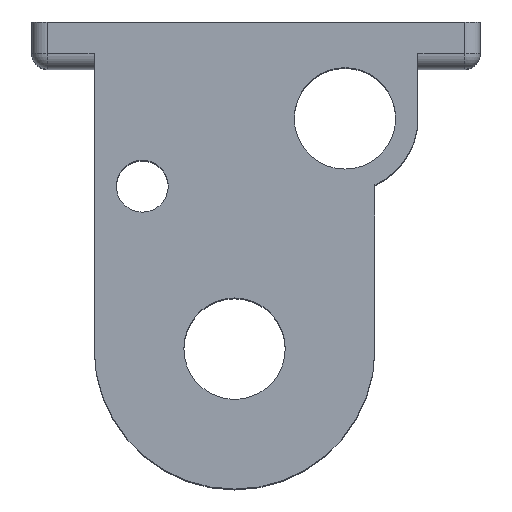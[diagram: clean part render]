
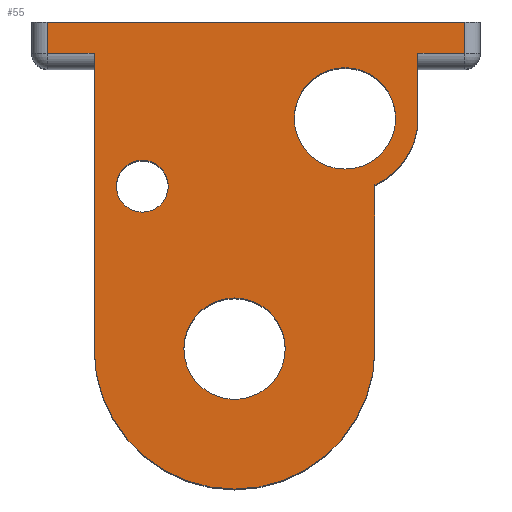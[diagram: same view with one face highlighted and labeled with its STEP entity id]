
A CAD part, top view. The second image highlights one B-rep face of the part: STEP entity #55.
In plain terms, the highlighted face is planar.
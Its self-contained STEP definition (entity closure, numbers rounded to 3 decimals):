
#14 = EDGE_CURVE ( 'NONE', #1685, #1503, #1032, .T. ) ;
#17 = EDGE_LOOP ( 'NONE', ( #386, #884 ) ) ;
#46 = EDGE_CURVE ( 'NONE', #1062, #1685, #932, .T. ) ;
#55 = ADVANCED_FACE ( 'NONE', ( #976, #910, #850, #849 ), #567, .T. ) ;
#57 = CARTESIAN_POINT ( 'NONE',  ( -15.875, 6.175, -37.075 ) ) ;
#63 = ORIENTED_EDGE ( 'NONE', *, *, #14, .T. ) ;
#70 = EDGE_CURVE ( 'NONE', #1676, #2141, #821, .T. ) ;
#83 = DIRECTION ( 'NONE',  ( 0., 1., 0. ) ) ;
#106 = EDGE_CURVE ( 'NONE', #1832, #1676, #541, .T. ) ;
#153 = VERTEX_POINT ( 'NONE', #1804 ) ;
#185 = AXIS2_PLACEMENT_3D ( 'NONE', #1214, #1207, #1186 ) ;
#206 = VECTOR ( 'NONE', #1709, 1000. ) ;
#248 = CARTESIAN_POINT ( 'NONE',  ( -15.875, 10.523, -25.75 ) ) ;
#272 = DIRECTION ( 'NONE',  ( 0., 0., -1. ) ) ;
#275 = CIRCLE ( 'NONE', #185, 3.25 ) ;
#277 = VERTEX_POINT ( 'NONE', #2139 ) ;
#296 = EDGE_CURVE ( 'NONE', #1400, #153, #1817, .T. ) ;
#310 = EDGE_CURVE ( 'NONE', #1834, #351, #992, .T. ) ;
#321 = EDGE_CURVE ( 'NONE', #351, #1834, #2133, .T. ) ;
#325 = CARTESIAN_POINT ( 'NONE',  ( -15.875, 2., -30. ) ) ;
#351 = VERTEX_POINT ( 'NONE', #1654 ) ;
#367 = DIRECTION ( 'NONE',  ( 0., 0., -1. ) ) ;
#380 = EDGE_CURVE ( 'NONE', #1938, #1190, #892, .T. ) ;
#386 = ORIENTED_EDGE ( 'NONE', *, *, #399, .T. ) ;
#399 = EDGE_CURVE ( 'NONE', #153, #1400, #275, .T. ) ;
#435 = EDGE_CURVE ( 'NONE', #1190, #1938, #1842, .T. ) ;
#446 = DIRECTION ( 'NONE',  ( 0., 1., 0. ) ) ;
#453 = CARTESIAN_POINT ( 'NONE',  ( -15.875, 20.935, -39. ) ) ;
#503 = EDGE_CURVE ( 'NONE', #1273, #277, #2051, .T. ) ;
#510 = VECTOR ( 'NONE', #704, 1000. ) ;
#512 = ORIENTED_EDGE ( 'NONE', *, *, #310, .T. ) ;
#531 = EDGE_LOOP ( 'NONE', ( #512, #689 ) ) ;
#533 = CARTESIAN_POINT ( 'NONE',  ( -15.875, 2., -30. ) ) ;
#541 = LINE ( 'NONE', #2103, #510 ) ;
#564 = CIRCLE ( 'NONE', #2068, 4.675 ) ;
#567 = PLANE ( 'NONE',  #1155 ) ;
#605 = CIRCLE ( 'NONE', #996, 9. ) ;
#622 = ORIENTED_EDGE ( 'NONE', *, *, #435, .T. ) ;
#631 = ORIENTED_EDGE ( 'NONE', *, *, #852, .F. ) ;
#642 = VERTEX_POINT ( 'NONE', #1618 ) ;
#675 = CARTESIAN_POINT ( 'NONE',  ( -15.875, 6.175, -41.75 ) ) ;
#689 = ORIENTED_EDGE ( 'NONE', *, *, #321, .T. ) ;
#704 = DIRECTION ( 'NONE',  ( 0., 1., 0. ) ) ;
#712 = VECTOR ( 'NONE', #1227, 1000. ) ;
#714 = ORIENTED_EDGE ( 'NONE', *, *, #503, .F. ) ;
#715 = ORIENTED_EDGE ( 'NONE', *, *, #380, .T. ) ;
#716 = CARTESIAN_POINT ( 'NONE',  ( -15.875, 2., -44.75 ) ) ;
#720 = DIRECTION ( 'NONE',  ( 1., 0., 0. ) ) ;
#771 = ORIENTED_EDGE ( 'NONE', *, *, #1778, .F. ) ;
#795 = CARTESIAN_POINT ( 'NONE',  ( -15.875, 20.935, -33.25 ) ) ;
#812 = CARTESIAN_POINT ( 'NONE',  ( -15.875, 0., -17. ) ) ;
#818 = CARTESIAN_POINT ( 'NONE',  ( -15.875, 10.435, -39. ) ) ;
#821 = LINE ( 'NONE', #533, #712 ) ;
#849 = FACE_OUTER_BOUND ( 'NONE', #1876, .T. ) ;
#850 = FACE_BOUND ( 'NONE', #531, .T. ) ;
#852 = EDGE_CURVE ( 'NONE', #277, #2099, #605, .T. ) ;
#865 = AXIS2_PLACEMENT_3D ( 'NONE', #1927, #1924, #1907 ) ;
#884 = ORIENTED_EDGE ( 'NONE', *, *, #296, .T. ) ;
#892 = CIRCLE ( 'NONE', #1869, 1.662 ) ;
#910 = FACE_BOUND ( 'NONE', #2066, .T. ) ;
#929 = LINE ( 'NONE', #675, #2059 ) ;
#931 = DIRECTION ( 'NONE',  ( 0., 0., -1. ) ) ;
#932 = LINE ( 'NONE', #325, #1003 ) ;
#938 = DIRECTION ( 'NONE',  ( 1., 0., 0. ) ) ;
#951 = CARTESIAN_POINT ( 'NONE',  ( -15.875, 10.523, -24.087 ) ) ;
#976 = FACE_BOUND ( 'NONE', #17, .T. ) ;
#992 = CIRCLE ( 'NONE', #1084, 3.25 ) ;
#996 = AXIS2_PLACEMENT_3D ( 'NONE', #1634, #720, #1783 ) ;
#1003 = VECTOR ( 'NONE', #367, 1000. ) ;
#1008 = VECTOR ( 'NONE', #2061, 1000. ) ;
#1032 = LINE ( 'NONE', #1514, #1008 ) ;
#1038 = LINE ( 'NONE', #1974, #1265 ) ;
#1062 = VERTEX_POINT ( 'NONE', #1823 ) ;
#1084 = AXIS2_PLACEMENT_3D ( 'NONE', #1833, #1826, #1813 ) ;
#1101 = DIRECTION ( 'NONE',  ( 0., -1., 0. ) ) ;
#1105 = ORIENTED_EDGE ( 'NONE', *, *, #1995, .F. ) ;
#1155 = AXIS2_PLACEMENT_3D ( 'NONE', #1321, #1263, #1527 ) ;
#1186 = DIRECTION ( 'NONE',  ( 0., 0., -1. ) ) ;
#1190 = VERTEX_POINT ( 'NONE', #1984 ) ;
#1207 = DIRECTION ( 'NONE',  ( 1., 0., 0. ) ) ;
#1214 = CARTESIAN_POINT ( 'NONE',  ( -15.875, 6.175, -37.075 ) ) ;
#1227 = DIRECTION ( 'NONE',  ( 0., 0., -1. ) ) ;
#1229 = EDGE_CURVE ( 'NONE', #1832, #1503, #1932, .T. ) ;
#1252 = AXIS2_PLACEMENT_3D ( 'NONE', #951, #938, #931 ) ;
#1263 = DIRECTION ( 'NONE',  ( -1., 0., 0. ) ) ;
#1265 = VECTOR ( 'NONE', #1101, 1000. ) ;
#1273 = VERTEX_POINT ( 'NONE', #818 ) ;
#1285 = AXIS2_PLACEMENT_3D ( 'NONE', #1726, #1714, #1711 ) ;
#1308 = DIRECTION ( 'NONE',  ( 1., 0., 0. ) ) ;
#1319 = CARTESIAN_POINT ( 'NONE',  ( -15.875, 20.935, -21. ) ) ;
#1321 = CARTESIAN_POINT ( 'NONE',  ( -15.875, 20.935, -30. ) ) ;
#1389 = DIRECTION ( 'NONE',  ( 0., 0., -1. ) ) ;
#1393 = DIRECTION ( 'NONE',  ( 1., 0., 0. ) ) ;
#1400 = VERTEX_POINT ( 'NONE', #1587 ) ;
#1401 = CARTESIAN_POINT ( 'NONE',  ( -15.875, 10.523, -24.087 ) ) ;
#1493 = ORIENTED_EDGE ( 'NONE', *, *, #1229, .F. ) ;
#1503 = VERTEX_POINT ( 'NONE', #2050 ) ;
#1514 = CARTESIAN_POINT ( 'NONE',  ( -15.875, 20.935, -44.75 ) ) ;
#1527 = DIRECTION ( 'NONE',  ( 0., 0., 1. ) ) ;
#1542 = ORIENTED_EDGE ( 'NONE', *, *, #46, .T. ) ;
#1544 = ORIENTED_EDGE ( 'NONE', *, *, #2118, .F. ) ;
#1568 = ORIENTED_EDGE ( 'NONE', *, *, #70, .T. ) ;
#1587 = CARTESIAN_POINT ( 'NONE',  ( -15.875, 6.175, -33.825 ) ) ;
#1618 = CARTESIAN_POINT ( 'NONE',  ( -15.875, 6.175, -41.75 ) ) ;
#1634 = CARTESIAN_POINT ( 'NONE',  ( -15.875, 20.935, -30. ) ) ;
#1654 = CARTESIAN_POINT ( 'NONE',  ( -15.875, 20.935, -26.75 ) ) ;
#1676 = VERTEX_POINT ( 'NONE', #1934 ) ;
#1685 = VERTEX_POINT ( 'NONE', #716 ) ;
#1709 = DIRECTION ( 'NONE',  ( 0., 0., -1. ) ) ;
#1711 = DIRECTION ( 'NONE',  ( 0., 0., -1. ) ) ;
#1714 = DIRECTION ( 'NONE',  ( 1., 0., 0. ) ) ;
#1726 = CARTESIAN_POINT ( 'NONE',  ( -15.875, 20.935, -30. ) ) ;
#1746 = VECTOR ( 'NONE', #446, 1000. ) ;
#1751 = CARTESIAN_POINT ( 'NONE',  ( -15.875, 2., -21. ) ) ;
#1778 = EDGE_CURVE ( 'NONE', #2099, #2141, #1038, .T. ) ;
#1783 = DIRECTION ( 'NONE',  ( 0., 0., 1. ) ) ;
#1804 = CARTESIAN_POINT ( 'NONE',  ( -15.875, 6.175, -40.325 ) ) ;
#1813 = DIRECTION ( 'NONE',  ( 0., 0., -1. ) ) ;
#1817 = CIRCLE ( 'NONE', #865, 3.25 ) ;
#1823 = CARTESIAN_POINT ( 'NONE',  ( -15.875, 2., -41.75 ) ) ;
#1826 = DIRECTION ( 'NONE',  ( 1., 0., 0. ) ) ;
#1832 = VERTEX_POINT ( 'NONE', #1989 ) ;
#1833 = CARTESIAN_POINT ( 'NONE',  ( -15.875, 20.935, -30. ) ) ;
#1834 = VERTEX_POINT ( 'NONE', #795 ) ;
#1842 = CIRCLE ( 'NONE', #1252, 1.662 ) ;
#1869 = AXIS2_PLACEMENT_3D ( 'NONE', #1401, #1393, #1389 ) ;
#1875 = ORIENTED_EDGE ( 'NONE', *, *, #106, .T. ) ;
#1876 = EDGE_LOOP ( 'NONE', ( #1493, #1875, #1568, #771, #631, #714, #1105, #1544, #1542, #63 ) ) ;
#1907 = DIRECTION ( 'NONE',  ( 0., 0., -1. ) ) ;
#1924 = DIRECTION ( 'NONE',  ( 1., 0., 0. ) ) ;
#1927 = CARTESIAN_POINT ( 'NONE',  ( -15.875, 6.175, -37.075 ) ) ;
#1932 = LINE ( 'NONE', #812, #206 ) ;
#1934 = CARTESIAN_POINT ( 'NONE',  ( -15.875, 2., -18. ) ) ;
#1938 = VERTEX_POINT ( 'NONE', #248 ) ;
#1974 = CARTESIAN_POINT ( 'NONE',  ( -15.875, 20.935, -21. ) ) ;
#1984 = CARTESIAN_POINT ( 'NONE',  ( -15.875, 10.523, -22.425 ) ) ;
#1989 = CARTESIAN_POINT ( 'NONE',  ( -15.875, 0., -18. ) ) ;
#1995 = EDGE_CURVE ( 'NONE', #642, #1273, #564, .T. ) ;
#2050 = CARTESIAN_POINT ( 'NONE',  ( -15.875, 0., -44.75 ) ) ;
#2051 = LINE ( 'NONE', #453, #1746 ) ;
#2059 = VECTOR ( 'NONE', #83, 1000. ) ;
#2061 = DIRECTION ( 'NONE',  ( 0., -1., 0. ) ) ;
#2066 = EDGE_LOOP ( 'NONE', ( #715, #622 ) ) ;
#2068 = AXIS2_PLACEMENT_3D ( 'NONE', #57, #1308, #272 ) ;
#2099 = VERTEX_POINT ( 'NONE', #1319 ) ;
#2103 = CARTESIAN_POINT ( 'NONE',  ( -15.875, 20.935, -18. ) ) ;
#2118 = EDGE_CURVE ( 'NONE', #1062, #642, #929, .T. ) ;
#2133 = CIRCLE ( 'NONE', #1285, 3.25 ) ;
#2139 = CARTESIAN_POINT ( 'NONE',  ( -15.875, 20.935, -39. ) ) ;
#2141 = VERTEX_POINT ( 'NONE', #1751 ) ;
